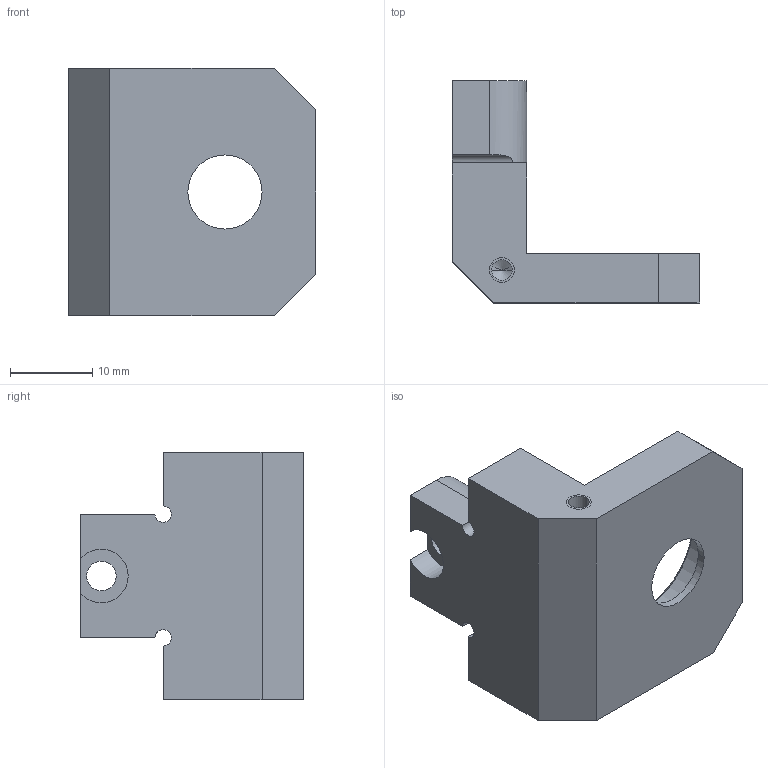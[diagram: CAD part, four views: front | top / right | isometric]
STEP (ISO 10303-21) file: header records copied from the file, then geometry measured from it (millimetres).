
FILE_DESCRIPTION((''),'2;1');
FILE_NAME('SUPPORT_ROULEMENT','2021-10-06T17:34:24',('laure'),(''),'CREO PARAMETRIC BY PTC INC, 2020281','CREO PARAMETRIC BY PTC INC, 2020281','');
FILE_SCHEMA(('CONFIG_CONTROL_DESIGN'));
Length unit declared in the file: millimetre
Products named in the file (1): SUPPORT_ROULEMENT
Bounding box: 30 x 27 x 30 mm (x, y, z)
Volume: 7701.7 mm3; surface area: 4306.6 mm2
Topology: 1 solids, 4 shells, 53 faces, 139 edges, 89 vertices
Faces by surface type: cylinder 23, plane 22, cone 8
Entity records: 1676 total; most frequent: CARTESIAN_POINT 301, DIRECTION 293, ORIENTED_EDGE 254, EDGE_CURVE 133, AXIS2_PLACEMENT_3D 108, VERTEX_POINT 89, VECTOR 77, LINE 77
